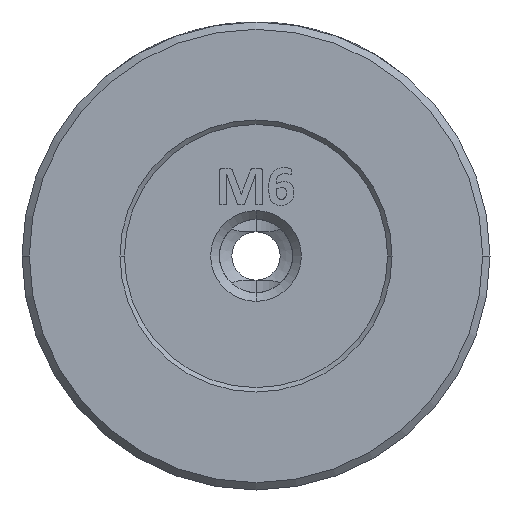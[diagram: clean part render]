
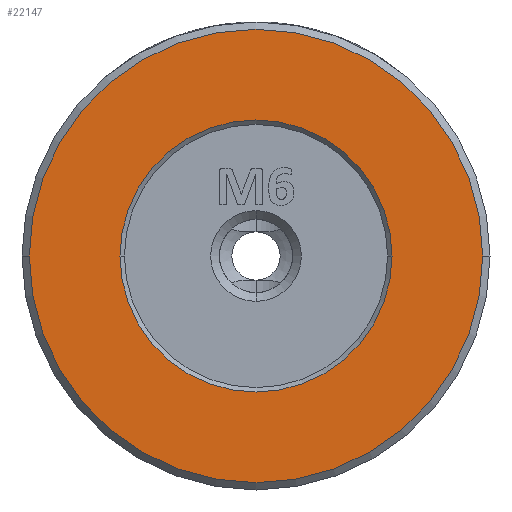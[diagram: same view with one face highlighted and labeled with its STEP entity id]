
A CAD part, left-side view. The second image highlights one B-rep face of the part: STEP entity #22147.
In plain terms, the highlighted planar face has unit normal (-1, 0, 0).
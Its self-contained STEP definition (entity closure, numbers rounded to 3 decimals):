
#92 = VERTEX_POINT ( 'NONE', #15391 ) ;
#193 = DIRECTION ( 'NONE',  ( 0., -1., 0. ) ) ;
#1342 = EDGE_CURVE ( 'NONE', #13289, #23480, #14137, .T. ) ;
#1725 = AXIS2_PLACEMENT_3D ( 'NONE', #5593, #15918, #24666 ) ;
#2525 = CARTESIAN_POINT ( 'NONE',  ( -21.178, -0.737, -6.756 ) ) ;
#3101 = DIRECTION ( 'NONE',  ( 0., -1., 0. ) ) ;
#3522 = CIRCLE ( 'NONE', #1725, 15.5 ) ;
#3938 = AXIS2_PLACEMENT_3D ( 'NONE', #13144, #13708, #193 ) ;
#3968 = EDGE_LOOP ( 'NONE', ( #14344, #13617 ) ) ;
#5424 = EDGE_CURVE ( 'NONE', #92, #11533, #3522, .T. ) ;
#5593 = CARTESIAN_POINT ( 'NONE',  ( -21.178, 8.563, -6.756 ) ) ;
#5802 = EDGE_CURVE ( 'NONE', #11533, #92, #25616, .T. ) ;
#6737 = AXIS2_PLACEMENT_3D ( 'NONE', #12472, #23491, #21253 ) ;
#7762 = CARTESIAN_POINT ( 'NONE',  ( -21.178, 17.863, -6.756 ) ) ;
#9733 = DIRECTION ( 'NONE',  ( -1., 0., 0. ) ) ;
#9855 = FACE_BOUND ( 'NONE', #3968, .T. ) ;
#11533 = VERTEX_POINT ( 'NONE', #14859 ) ;
#11836 = CARTESIAN_POINT ( 'NONE',  ( -21.178, 8.563, -6.756 ) ) ;
#12472 = CARTESIAN_POINT ( 'NONE',  ( -21.178, 8.563, -6.756 ) ) ;
#13144 = CARTESIAN_POINT ( 'NONE',  ( -21.178, 8.563, -6.756 ) ) ;
#13289 = VERTEX_POINT ( 'NONE', #7762 ) ;
#13445 = AXIS2_PLACEMENT_3D ( 'NONE', #11836, #24822, #15793 ) ;
#13617 = ORIENTED_EDGE ( 'NONE', *, *, #1342, .T. ) ;
#13708 = DIRECTION ( 'NONE',  ( 1., 0., 0. ) ) ;
#14137 = CIRCLE ( 'NONE', #3938, 9.3 ) ;
#14344 = ORIENTED_EDGE ( 'NONE', *, *, #21003, .T. ) ;
#14859 = CARTESIAN_POINT ( 'NONE',  ( -21.178, 24.063, -6.756 ) ) ;
#15391 = CARTESIAN_POINT ( 'NONE',  ( -21.178, -6.937, -6.756 ) ) ;
#15793 = DIRECTION ( 'NONE',  ( 0., 0., 1. ) ) ;
#15818 = CARTESIAN_POINT ( 'NONE',  ( -21.178, 8.563, -6.756 ) ) ;
#15918 = DIRECTION ( 'NONE',  ( -1., 0., 0. ) ) ;
#17919 = FACE_OUTER_BOUND ( 'NONE', #22503, .T. ) ;
#18833 = ORIENTED_EDGE ( 'NONE', *, *, #5802, .T. ) ;
#19319 = AXIS2_PLACEMENT_3D ( 'NONE', #15818, #9733, #3101 ) ;
#21003 = EDGE_CURVE ( 'NONE', #23480, #13289, #22530, .T. ) ;
#21253 = DIRECTION ( 'NONE',  ( 0., -1., 0. ) ) ;
#22147 = ADVANCED_FACE ( 'NONE', ( #9855, #17919 ), #26529, .T. ) ;
#22503 = EDGE_LOOP ( 'NONE', ( #18833, #25912 ) ) ;
#22530 = CIRCLE ( 'NONE', #6737, 9.3 ) ;
#23480 = VERTEX_POINT ( 'NONE', #2525 ) ;
#23491 = DIRECTION ( 'NONE',  ( 1., 0., 0. ) ) ;
#24666 = DIRECTION ( 'NONE',  ( 0., -1., 0. ) ) ;
#24822 = DIRECTION ( 'NONE',  ( -1., 0., 0. ) ) ;
#25616 = CIRCLE ( 'NONE', #19319, 15.5 ) ;
#25912 = ORIENTED_EDGE ( 'NONE', *, *, #5424, .T. ) ;
#26529 = PLANE ( 'NONE',  #13445 ) ;
